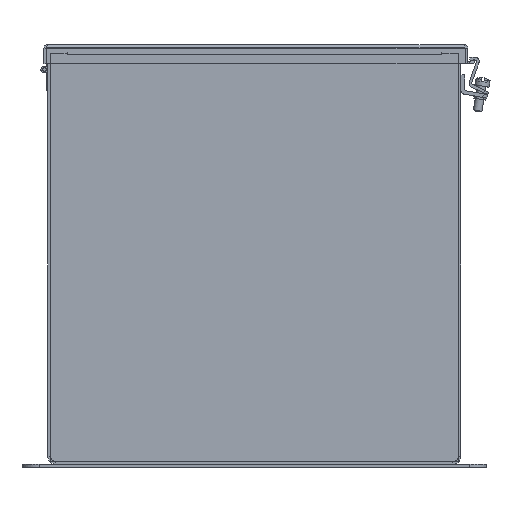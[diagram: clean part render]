
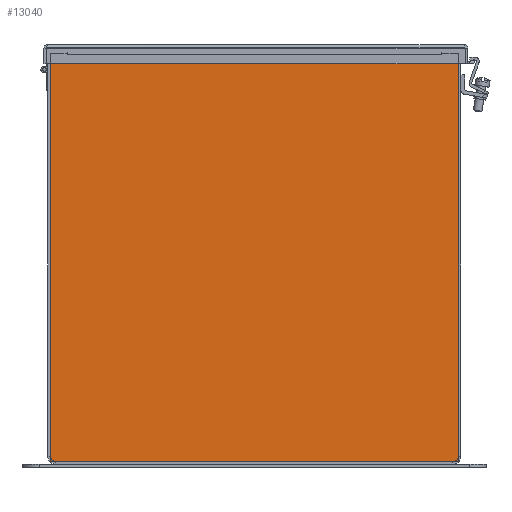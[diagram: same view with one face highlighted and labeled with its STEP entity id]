
A CAD part, left-side view. The second image highlights one B-rep face of the part: STEP entity #13040.
In plain terms, the highlighted face is planar.
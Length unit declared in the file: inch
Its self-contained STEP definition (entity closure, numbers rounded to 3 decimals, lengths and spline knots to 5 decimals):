
#391=PLANE('',#13932);
#819=FACE_OUTER_BOUND('',#1477,.T.);
#1477=EDGE_LOOP('',(#8681,#8682,#8683,#8684,#8685,#8686,#8687,#8688,#8689,
#8690,#8691,#8692));
#2806=LINE('',#18812,#4160);
#2821=LINE('',#18848,#4175);
#2824=LINE('',#18855,#4178);
#2828=LINE('',#18862,#4182);
#2830=LINE('',#18866,#4184);
#2831=LINE('',#18868,#4185);
#2832=LINE('',#18870,#4186);
#2833=LINE('',#18872,#4187);
#2834=LINE('',#18874,#4188);
#2835=LINE('',#18876,#4189);
#2836=LINE('',#18878,#4190);
#2837=LINE('',#18879,#4191);
#4160=VECTOR('',#15183,0.3937);
#4175=VECTOR('',#15222,0.3937);
#4178=VECTOR('',#15227,0.3937);
#4182=VECTOR('',#15233,0.3937);
#4184=VECTOR('',#15237,0.3937);
#4185=VECTOR('',#15238,0.3937);
#4186=VECTOR('',#15239,0.3937);
#4187=VECTOR('',#15240,0.3937);
#4188=VECTOR('',#15241,0.3937);
#4189=VECTOR('',#15242,0.3937);
#4190=VECTOR('',#15243,0.3937);
#4191=VECTOR('',#15244,0.3937);
#5495=VERTEX_POINT('',#18809);
#5496=VERTEX_POINT('',#18811);
#5505=VERTEX_POINT('',#18847);
#5507=VERTEX_POINT('',#18853);
#5508=VERTEX_POINT('',#18854);
#5511=VERTEX_POINT('',#18865);
#5512=VERTEX_POINT('',#18867);
#5513=VERTEX_POINT('',#18869);
#5514=VERTEX_POINT('',#18871);
#5515=VERTEX_POINT('',#18873);
#5516=VERTEX_POINT('',#18875);
#5517=VERTEX_POINT('',#18877);
#6727=EDGE_CURVE('',#5496,#5495,#2806,.T.);
#6745=EDGE_CURVE('',#5505,#5496,#2821,.T.);
#6748=EDGE_CURVE('',#5507,#5508,#2824,.T.);
#6752=EDGE_CURVE('',#5508,#5505,#2828,.T.);
#6754=EDGE_CURVE('',#5495,#5511,#2830,.T.);
#6755=EDGE_CURVE('',#5511,#5512,#2831,.T.);
#6756=EDGE_CURVE('',#5512,#5513,#2832,.T.);
#6757=EDGE_CURVE('',#5514,#5513,#2833,.T.);
#6758=EDGE_CURVE('',#5515,#5514,#2834,.T.);
#6759=EDGE_CURVE('',#5516,#5515,#2835,.T.);
#6760=EDGE_CURVE('',#5517,#5516,#2836,.T.);
#6761=EDGE_CURVE('',#5507,#5517,#2837,.T.);
#8681=ORIENTED_EDGE('',*,*,#6748,.T.);
#8682=ORIENTED_EDGE('',*,*,#6752,.T.);
#8683=ORIENTED_EDGE('',*,*,#6745,.T.);
#8684=ORIENTED_EDGE('',*,*,#6727,.T.);
#8685=ORIENTED_EDGE('',*,*,#6754,.T.);
#8686=ORIENTED_EDGE('',*,*,#6755,.T.);
#8687=ORIENTED_EDGE('',*,*,#6756,.T.);
#8688=ORIENTED_EDGE('',*,*,#6757,.F.);
#8689=ORIENTED_EDGE('',*,*,#6758,.F.);
#8690=ORIENTED_EDGE('',*,*,#6759,.F.);
#8691=ORIENTED_EDGE('',*,*,#6760,.F.);
#8692=ORIENTED_EDGE('',*,*,#6761,.F.);
#13040=ADVANCED_FACE('',(#819),#391,.F.);
#13932=AXIS2_PLACEMENT_3D('',#18864,#15235,#15236);
#15183=DIRECTION('',(1.,0.,0.));
#15222=DIRECTION('',(0.,1.,0.));
#15227=DIRECTION('',(0.,-1.,0.));
#15233=DIRECTION('',(1.,0.,0.));
#15235=DIRECTION('center_axis',(0.,0.,1.));
#15236=DIRECTION('ref_axis',(1.,0.,0.));
#15237=DIRECTION('',(0.,-1.,0.));
#15238=DIRECTION('',(1.,0.,0.));
#15239=DIRECTION('',(0.,1.,0.));
#15240=DIRECTION('',(-1.,0.,0.));
#15241=DIRECTION('',(0.,1.,0.));
#15242=DIRECTION('',(1.,0.,0.));
#15243=DIRECTION('',(0.,-1.,0.));
#15244=DIRECTION('',(-1.,0.,0.));
#18809=CARTESIAN_POINT('',(11.366,11.82075,0.));
#18811=CARTESIAN_POINT('',(0.486,11.82075,0.));
#18812=CARTESIAN_POINT('',(3.206,11.82075,0.));
#18847=CARTESIAN_POINT('',(0.486,11.82055,0.));
#18848=CARTESIAN_POINT('',(0.486,8.87328,0.));
#18853=CARTESIAN_POINT('',(0.4858,11.852,0.));
#18854=CARTESIAN_POINT('',(0.4858,11.82055,0.));
#18855=CARTESIAN_POINT('',(0.4858,8.889,0.));
#18862=CARTESIAN_POINT('',(3.2059,11.82055,0.));
#18864=CARTESIAN_POINT('Origin',(5.926,5.926,0.));
#18865=CARTESIAN_POINT('',(11.366,11.82055,0.));
#18866=CARTESIAN_POINT('',(11.366,8.889,0.));
#18867=CARTESIAN_POINT('',(11.3662,11.82055,0.));
#18868=CARTESIAN_POINT('',(8.646,11.82055,0.));
#18869=CARTESIAN_POINT('',(11.3662,11.852,0.));
#18870=CARTESIAN_POINT('',(11.3662,8.87328,0.));
#18871=CARTESIAN_POINT('',(11.852,11.852,0.));
#18872=CARTESIAN_POINT('',(11.852,11.852,0.));
#18873=CARTESIAN_POINT('',(11.852,0.,0.));
#18874=CARTESIAN_POINT('',(11.852,0.,0.));
#18875=CARTESIAN_POINT('',(0.,0.,0.));
#18876=CARTESIAN_POINT('',(0.,0.,0.));
#18877=CARTESIAN_POINT('',(0.,11.852,0.));
#18878=CARTESIAN_POINT('',(0.,11.852,0.));
#18879=CARTESIAN_POINT('',(11.852,11.852,0.));
